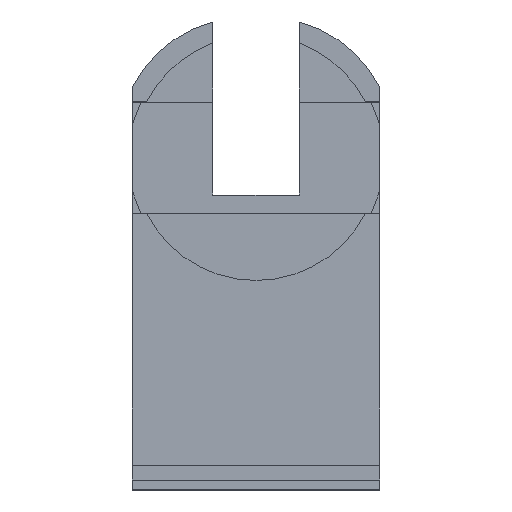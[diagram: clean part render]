
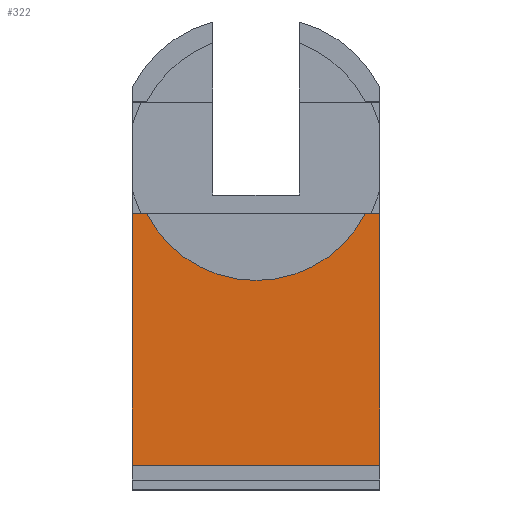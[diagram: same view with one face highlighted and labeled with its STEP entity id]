
A CAD part, top view. The second image highlights one B-rep face of the part: STEP entity #322.
In plain terms, the highlighted planar face has unit normal (0, 0, 1).
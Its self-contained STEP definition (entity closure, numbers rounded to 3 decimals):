
#80 = VERTEX_POINT('',#81);
#81 = CARTESIAN_POINT('',(10.,-4.5,3.7));
#87 = EDGE_CURVE('',#80,#88,#90,.T.);
#88 = VERTEX_POINT('',#89);
#89 = CARTESIAN_POINT('',(10.,-24.8,3.7));
#90 = LINE('',#91,#92);
#91 = CARTESIAN_POINT('',(10.,5.679,3.7));
#92 = VECTOR('',#93,1.);
#93 = DIRECTION('',(0.,-1.,0.));
#303 = VERTEX_POINT('',#304);
#304 = CARTESIAN_POINT('',(-10.,-24.8,3.7));
#312 = EDGE_CURVE('',#303,#88,#313,.T.);
#313 = LINE('',#314,#315);
#314 = CARTESIAN_POINT('',(-10.,-24.8,3.7));
#315 = VECTOR('',#316,1.);
#316 = DIRECTION('',(1.,0.,0.));
#322 = ADVANCED_FACE('',(#323),#367,.T.);
#323 = FACE_BOUND('',#324,.T.);
#324 = EDGE_LOOP('',(#325,#326,#334,#343,#352,#360,#366));
#325 = ORIENTED_EDGE('',*,*,#87,.F.);
#326 = ORIENTED_EDGE('',*,*,#327,.T.);
#327 = EDGE_CURVE('',#80,#328,#330,.T.);
#328 = VERTEX_POINT('',#329);
#329 = CARTESIAN_POINT('',(8.818,-4.5,3.7));
#330 = LINE('',#331,#332);
#331 = CARTESIAN_POINT('',(10.,-4.5,3.7));
#332 = VECTOR('',#333,1.);
#333 = DIRECTION('',(-1.,0.,0.));
#334 = ORIENTED_EDGE('',*,*,#335,.F.);
#335 = EDGE_CURVE('',#336,#328,#338,.T.);
#336 = VERTEX_POINT('',#337);
#337 = CARTESIAN_POINT('',(0.,-9.9,3.7));
#338 = CIRCLE('',#339,9.9);
#339 = AXIS2_PLACEMENT_3D('',#340,#341,#342);
#340 = CARTESIAN_POINT('',(0.,0.,3.7));
#341 = DIRECTION('',(0.,0.,1.));
#342 = DIRECTION('',(0.,-1.,0.));
#343 = ORIENTED_EDGE('',*,*,#344,.F.);
#344 = EDGE_CURVE('',#345,#336,#347,.T.);
#345 = VERTEX_POINT('',#346);
#346 = CARTESIAN_POINT('',(-8.818,-4.5,3.7));
#347 = CIRCLE('',#348,9.9);
#348 = AXIS2_PLACEMENT_3D('',#349,#350,#351);
#349 = CARTESIAN_POINT('',(0.,0.,3.7));
#350 = DIRECTION('',(0.,0.,1.));
#351 = DIRECTION('',(0.,-1.,0.));
#352 = ORIENTED_EDGE('',*,*,#353,.T.);
#353 = EDGE_CURVE('',#345,#354,#356,.T.);
#354 = VERTEX_POINT('',#355);
#355 = CARTESIAN_POINT('',(-10.,-4.5,3.7));
#356 = LINE('',#357,#358);
#357 = CARTESIAN_POINT('',(10.,-4.5,3.7));
#358 = VECTOR('',#359,1.);
#359 = DIRECTION('',(-1.,0.,0.));
#360 = ORIENTED_EDGE('',*,*,#361,.F.);
#361 = EDGE_CURVE('',#303,#354,#362,.T.);
#362 = LINE('',#363,#364);
#363 = CARTESIAN_POINT('',(-10.,-26.8,3.7));
#364 = VECTOR('',#365,1.);
#365 = DIRECTION('',(0.,1.,0.));
#366 = ORIENTED_EDGE('',*,*,#312,.T.);
#367 = PLANE('',#368);
#368 = AXIS2_PLACEMENT_3D('',#369,#370,#371);
#369 = CARTESIAN_POINT('',(0.,-7.165,3.7));
#370 = DIRECTION('',(0.,0.,1.));
#371 = DIRECTION('',(1.,0.,0.));
